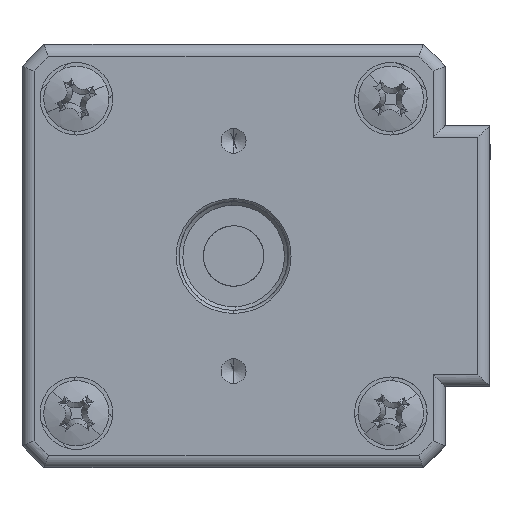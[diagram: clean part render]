
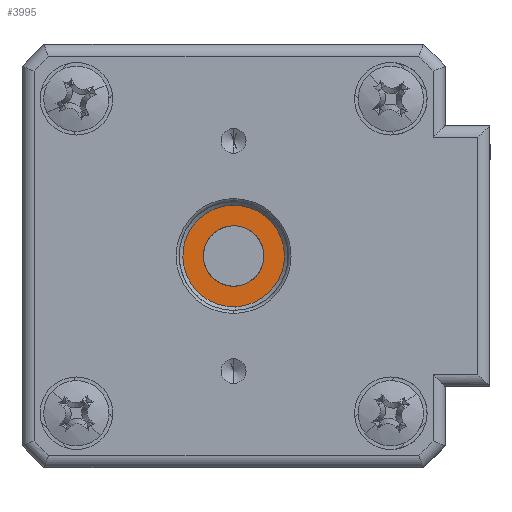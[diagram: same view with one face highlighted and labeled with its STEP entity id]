
A CAD part, front view. The second image highlights one B-rep face of the part: STEP entity #3995.
In plain terms, the highlighted planar face has unit normal (0, -1, 0).
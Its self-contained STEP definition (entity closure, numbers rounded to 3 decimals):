
#59 = EDGE_LOOP ( 'NONE', ( #341, #1451 ) ) ;
#304 = AXIS2_PLACEMENT_3D ( 'NONE', #3222, #8188, #3952 ) ;
#341 = ORIENTED_EDGE ( 'NONE', *, *, #9223, .T. ) ;
#368 = CIRCLE ( 'NONE', #304, 4.2 ) ;
#487 = VERTEX_POINT ( 'NONE', #8353 ) ;
#812 = CIRCLE ( 'NONE', #1291, 4.2 ) ;
#1291 = AXIS2_PLACEMENT_3D ( 'NONE', #1325, #6335, #2036 ) ;
#1325 = CARTESIAN_POINT ( 'NONE',  ( -51.225, 3.154, 19. ) ) ;
#1451 = ORIENTED_EDGE ( 'NONE', *, *, #7998, .T. ) ;
#1554 = EDGE_CURVE ( 'NONE', #2005, #2162, #6863, .T. ) ;
#1619 = CIRCLE ( 'NONE', #8678, 2.5 ) ;
#1630 = DIRECTION ( 'NONE',  ( -0.044, 0., 0.999 ) ) ;
#1653 = DIRECTION ( 'NONE',  ( 0., 1., 0. ) ) ;
#1662 = CARTESIAN_POINT ( 'NONE',  ( -51.225, 3.154, 19. ) ) ;
#1920 = FACE_OUTER_BOUND ( 'NONE', #59, .T. ) ;
#1997 = FACE_BOUND ( 'NONE', #6677, .T. ) ;
#2005 = VERTEX_POINT ( 'NONE', #5428 ) ;
#2036 = DIRECTION ( 'NONE',  ( -0.044, 0., 0.999 ) ) ;
#2162 = VERTEX_POINT ( 'NONE', #9142 ) ;
#3222 = CARTESIAN_POINT ( 'NONE',  ( -51.225, 3.154, 19. ) ) ;
#3704 = AXIS2_PLACEMENT_3D ( 'NONE', #4999, #4974, #4963 ) ;
#3862 = CARTESIAN_POINT ( 'NONE',  ( -51.225, 3.154, 19. ) ) ;
#3952 = DIRECTION ( 'NONE',  ( -0.044, 0., 0.999 ) ) ;
#3995 = ADVANCED_FACE ( 'NONE', ( #1920, #1997 ), #5018, .F. ) ;
#4110 = ORIENTED_EDGE ( 'NONE', *, *, #5287, .T. ) ;
#4567 = DIRECTION ( 'NONE',  ( -0.044, 0., 0.999 ) ) ;
#4621 = AXIS2_PLACEMENT_3D ( 'NONE', #1662, #1653, #1630 ) ;
#4963 = DIRECTION ( 'NONE',  ( -0.044, 0., 0.999 ) ) ;
#4974 = DIRECTION ( 'NONE',  ( 0., 1., 0. ) ) ;
#4999 = CARTESIAN_POINT ( 'NONE',  ( -46.729, 3.154, 19.199 ) ) ;
#5018 = PLANE ( 'NONE',  #3704 ) ;
#5287 = EDGE_CURVE ( 'NONE', #2162, #2005, #1619, .T. ) ;
#5428 = CARTESIAN_POINT ( 'NONE',  ( -51.115, 3.154, 16.502 ) ) ;
#5540 = CARTESIAN_POINT ( 'NONE',  ( -51.04, 3.154, 14.804 ) ) ;
#6335 = DIRECTION ( 'NONE',  ( 0., -1., 0. ) ) ;
#6677 = EDGE_LOOP ( 'NONE', ( #4110, #7950 ) ) ;
#6863 = CIRCLE ( 'NONE', #4621, 2.5 ) ;
#7950 = ORIENTED_EDGE ( 'NONE', *, *, #1554, .T. ) ;
#7998 = EDGE_CURVE ( 'NONE', #9179, #487, #368, .T. ) ;
#8188 = DIRECTION ( 'NONE',  ( 0., -1., 0. ) ) ;
#8353 = CARTESIAN_POINT ( 'NONE',  ( -51.411, 3.154, 23.196 ) ) ;
#8678 = AXIS2_PLACEMENT_3D ( 'NONE', #3862, #8802, #4567 ) ;
#8802 = DIRECTION ( 'NONE',  ( 0., 1., 0. ) ) ;
#9142 = CARTESIAN_POINT ( 'NONE',  ( -51.335, 3.154, 21.498 ) ) ;
#9179 = VERTEX_POINT ( 'NONE', #5540 ) ;
#9223 = EDGE_CURVE ( 'NONE', #487, #9179, #812, .T. ) ;
